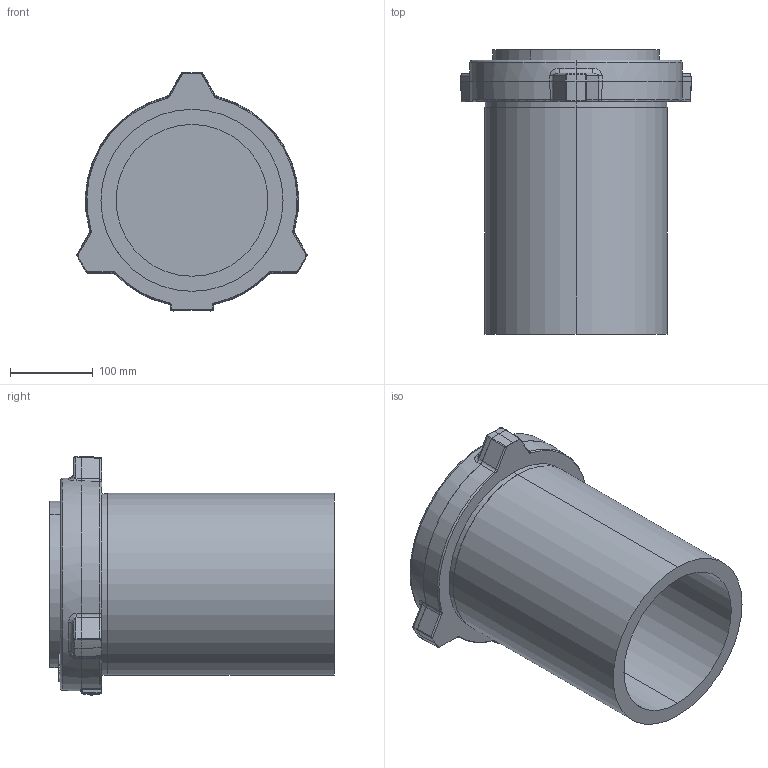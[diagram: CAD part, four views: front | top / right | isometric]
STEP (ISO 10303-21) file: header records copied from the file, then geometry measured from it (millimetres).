
FILE_DESCRIPTION (( 'STEP AP214' ), '1' );
FILE_NAME ('0000001472.STEP', '2024-07-23T15:28:28', ( '' ), ( '' ), 'SwSTEP 2.0', 'SolidWorks 2019', '' );
FILE_SCHEMA (( 'AUTOMOTIVE_DESIGN' ));
Length unit declared in the file: inch
Products named in the file (1): 0000001472
Bounding box: 278.09 x 342.9 x 287.92 mm (x, y, z)
Volume: 5701863.7 mm3; surface area: 528171.9 mm2
Topology: 1 solids, 1 shells, 484 faces, 1218 edges, 771 vertices
Faces by surface type: plane 202, bspline 192, cylinder 38, torus 26, cone 18, sphere 8
Entity records: 25530 total; most frequent: CARTESIAN_POINT 13356, ORIENTED_EDGE 2432, DIRECTION 1600, EDGE_CURVE 1216, VERTEX_POINT 771, LINE 622, VECTOR 622, EDGE_LOOP 521
